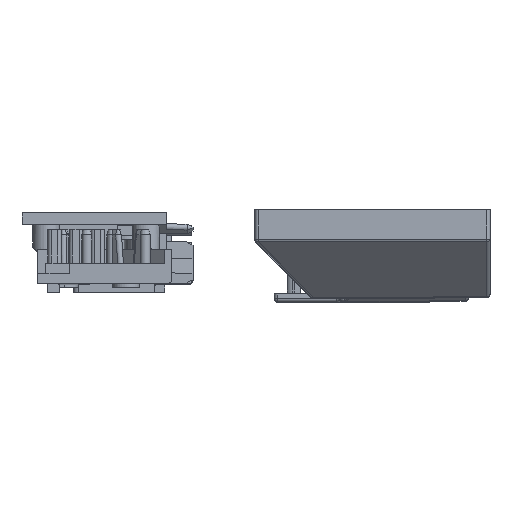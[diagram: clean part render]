
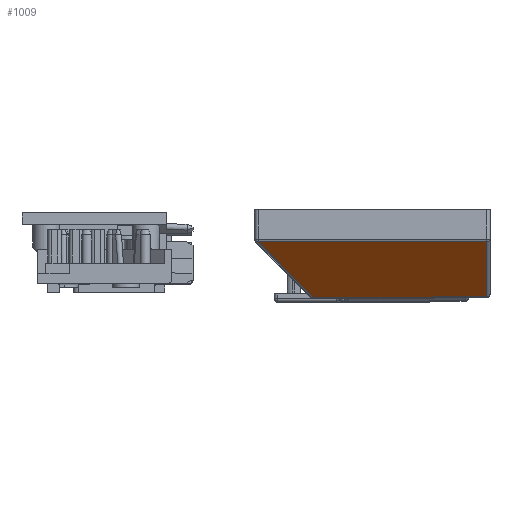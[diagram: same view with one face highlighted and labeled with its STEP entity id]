
A CAD part, top view. The second image highlights one B-rep face of the part: STEP entity #1009.
In plain terms, the highlighted planar face has unit normal (0, -0.707, 0.707).
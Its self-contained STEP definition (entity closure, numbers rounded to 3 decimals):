
#171=B_SPLINE_CURVE_WITH_KNOTS('',3,(#15613,#15614,#15615,#15616),
 .UNSPECIFIED.,.F.,.F.,(4,4),(0.,1.),.UNSPECIFIED.);
#1009=ADVANCED_FACE('',(#1870),#1409,.F.);
#1409=PLANE('',#10197);
#1870=FACE_OUTER_BOUND('',#2410,.T.);
#2410=EDGE_LOOP('',(#4247,#4248,#4249,#4250,#4251,#4252));
#4247=ORIENTED_EDGE('',*,*,#7126,.F.);
#4248=ORIENTED_EDGE('',*,*,#7035,.F.);
#4249=ORIENTED_EDGE('',*,*,#7025,.F.);
#4250=ORIENTED_EDGE('',*,*,#7108,.F.);
#4251=ORIENTED_EDGE('',*,*,#7112,.F.);
#4252=ORIENTED_EDGE('',*,*,#7118,.F.);
#5885=VERTEX_POINT('',#15371);
#5887=VERTEX_POINT('',#15377);
#5892=VERTEX_POINT('',#15396);
#5939=VERTEX_POINT('',#15583);
#5941=VERTEX_POINT('',#15591);
#5945=VERTEX_POINT('',#15612);
#7025=EDGE_CURVE('',#5885,#5887,#8220,.T.);
#7035=EDGE_CURVE('',#5887,#5892,#8227,.T.);
#7108=EDGE_CURVE('',#5939,#5885,#8264,.T.);
#7112=EDGE_CURVE('',#5941,#5939,#8265,.T.);
#7118=EDGE_CURVE('',#5945,#5941,#171,.T.);
#7126=EDGE_CURVE('',#5892,#5945,#8270,.T.);
#8220=LINE('',#15376,#9220);
#8227=LINE('',#15395,#9227);
#8264=LINE('',#15582,#9264);
#8265=LINE('',#15590,#9265);
#8270=LINE('',#15663,#9270);
#9220=VECTOR('',#11879,1.);
#9227=VECTOR('',#11900,1.);
#9264=VECTOR('',#12051,1.);
#9265=VECTOR('',#12062,1.);
#9270=VECTOR('',#12093,1.);
#10197=AXIS2_PLACEMENT_3D('',#15665,#12096,#12097);
#11879=DIRECTION('',(1.,0.,0.));
#11900=DIRECTION('',(0.,-0.707,-0.707));
#12051=DIRECTION('',(-0.577,0.577,0.577));
#12062=DIRECTION('',(-1.,0.,0.));
#12093=DIRECTION('',(-1.,0.,0.));
#12096=DIRECTION('',(0.,0.707,-0.707));
#12097=DIRECTION('',(0.,0.707,0.707));
#15371=CARTESIAN_POINT('',(-186.1,6.294,77.754));
#15376=CARTESIAN_POINT('',(-186.1,6.294,77.754));
#15377=CARTESIAN_POINT('',(-152.1,6.294,77.754));
#15395=CARTESIAN_POINT('',(-152.1,6.294,77.754));
#15396=CARTESIAN_POINT('',(-152.1,-1.906,69.554));
#15582=CARTESIAN_POINT('',(-177.793,-2.014,69.446));
#15583=CARTESIAN_POINT('',(-177.793,-2.014,69.446));
#15590=CARTESIAN_POINT('',(-160.15,-2.014,69.446));
#15591=CARTESIAN_POINT('',(-160.15,-2.013,69.447));
#15612=CARTESIAN_POINT('',(-159.7,-1.906,69.554));
#15613=CARTESIAN_POINT('',(-159.7,-1.906,69.554));
#15614=CARTESIAN_POINT('',(-159.846,-1.907,69.554));
#15615=CARTESIAN_POINT('',(-159.994,-1.935,69.525));
#15616=CARTESIAN_POINT('',(-160.15,-2.014,69.446));
#15663=CARTESIAN_POINT('',(-152.1,-1.906,69.554));
#15665=CARTESIAN_POINT('',(-151.6,6.44,77.9));
